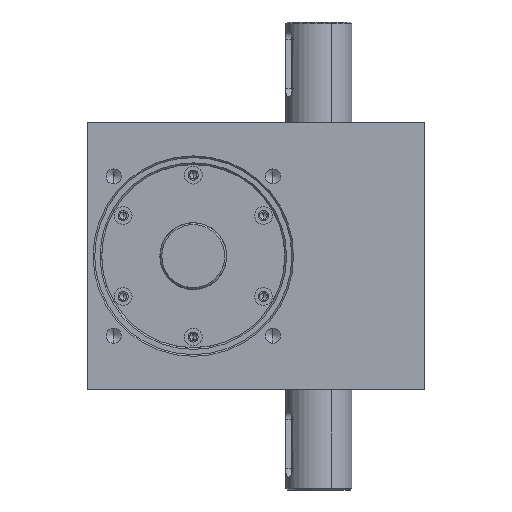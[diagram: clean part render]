
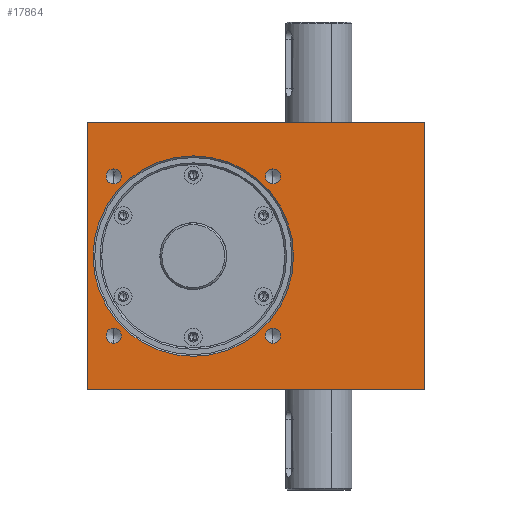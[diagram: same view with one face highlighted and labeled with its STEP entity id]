
A CAD part, left-side view. The second image highlights one B-rep face of the part: STEP entity #17864.
In plain terms, the highlighted face is planar.
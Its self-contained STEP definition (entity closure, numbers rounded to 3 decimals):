
#16533 = CARTESIAN_POINT ( 'NONE',  ( -32.521, 64.204, -60.325 ) ) ;
#16534 = CIRCLE ( 'NONE', #16535, 3.4 ) ;
#16535 = AXIS2_PLACEMENT_3D ( 'NONE', #16536, #16537, #16538 ) ;
#16536 = CARTESIAN_POINT ( 'NONE',  ( 35.921, 64.204, -60.325 ) ) ;
#16537 = DIRECTION ( 'NONE',  ( 0., 0., -1. ) ) ;
#16538 = DIRECTION ( 'NONE',  ( -1., 0., 0. ) ) ;
#231 = LINE ( 'NONE', #232, #233 ) ;
#232 = CARTESIAN_POINT ( 'NONE',  ( -60.325, -76.2, -60.325 ) ) ;
#233 = VECTOR ( 'NONE', #261, 1000. ) ;
#261 = DIRECTION ( 'NONE',  ( 1., 0., 0. ) ) ;
#16660 = ORIENTED_EDGE ( 'NONE', *, *, #16161, .F. ) ;
#491 = CARTESIAN_POINT ( 'NONE',  ( -32.521, -7.638, -60.325 ) ) ;
#16878 = ORIENTED_EDGE ( 'NONE', *, *, #16371, .F. ) ;
#936 = CARTESIAN_POINT ( 'NONE',  ( 45.212, 28.283, -60.325 ) ) ;
#17335 = EDGE_LOOP ( 'NONE', ( #16660, #15470 ) ) ;
#1006 = ORIENTED_EDGE ( 'NONE', *, *, #1967, .T. ) ;
#17550 = EDGE_LOOP ( 'NONE', ( #16878, #15692 ) ) ;
#17650 = VERTEX_POINT ( 'NONE', #17986 ) ;
#17651 = ORIENTED_EDGE ( 'NONE', *, *, #27366, .F. ) ;
#1322 = LINE ( 'NONE', #1323, #1324 ) ;
#1323 = CARTESIAN_POINT ( 'NONE',  ( 60.325, 76.2, -60.325 ) ) ;
#1324 = VECTOR ( 'NONE', #1325, 1000. ) ;
#1325 = DIRECTION ( 'NONE',  ( 0., 1., 0. ) ) ;
#17864 = ADVANCED_FACE ( 'NONE', ( #18223, #18224, #18225, #18226, #18227, #18228 ), #18229, .F. ) ;
#1490 = VERTEX_POINT ( 'NONE', #29074 ) ;
#17942 = VERTEX_POINT ( 'NONE', #18316 ) ;
#17986 = CARTESIAN_POINT ( 'NONE',  ( -60.325, 76.2, -60.325 ) ) ;
#18223 = FACE_BOUND ( 'NONE', #17550, .T. ) ;
#18224 = FACE_OUTER_BOUND ( 'NONE', #7118, .T. ) ;
#18225 = FACE_BOUND ( 'NONE', #2132, .T. ) ;
#18226 = FACE_BOUND ( 'NONE', #30112, .T. ) ;
#18227 = FACE_BOUND ( 'NONE', #19490, .T. ) ;
#18228 = FACE_BOUND ( 'NONE', #17335, .T. ) ;
#18229 = PLANE ( 'NONE',  #18230 ) ;
#18230 = AXIS2_PLACEMENT_3D ( 'NONE', #18231, #18232, #18244 ) ;
#18231 = CARTESIAN_POINT ( 'NONE',  ( -60.325, -76.2, -60.325 ) ) ;
#18232 = DIRECTION ( 'NONE',  ( 0., 0., 1. ) ) ;
#18236 = EDGE_CURVE ( 'NONE', #17942, #17650, #18619, .T. ) ;
#18244 = DIRECTION ( 'NONE',  ( 1., 0., 0. ) ) ;
#18316 = CARTESIAN_POINT ( 'NONE',  ( 60.325, 76.2, -60.325 ) ) ;
#18331 = EDGE_CURVE ( 'NONE', #26915, #20360, #18724, .T. ) ;
#1967 = EDGE_CURVE ( 'NONE', #1490, #4292, #29710, .T. ) ;
#18495 = EDGE_CURVE ( 'NONE', #17650, #27404, #18970, .T. ) ;
#2132 = EDGE_LOOP ( 'NONE', ( #1006, #31429 ) ) ;
#18619 = LINE ( 'NONE', #18629, #18630 ) ;
#18629 = CARTESIAN_POINT ( 'NONE',  ( -60.325, 76.2, -60.325 ) ) ;
#18630 = VECTOR ( 'NONE', #18631, 1000. ) ;
#18631 = DIRECTION ( 'NONE',  ( -1., 0., 0. ) ) ;
#18724 = CIRCLE ( 'NONE', #18725, 3.4 ) ;
#18725 = AXIS2_PLACEMENT_3D ( 'NONE', #18726, #18727, #18728 ) ;
#18726 = CARTESIAN_POINT ( 'NONE',  ( 35.921, -7.638, -60.325 ) ) ;
#18727 = DIRECTION ( 'NONE',  ( 0., 0., -1. ) ) ;
#18728 = DIRECTION ( 'NONE',  ( -1., 0., 0. ) ) ;
#18814 = ORIENTED_EDGE ( 'NONE', *, *, #18331, .F. ) ;
#18970 = LINE ( 'NONE', #18971, #18972 ) ;
#18971 = CARTESIAN_POINT ( 'NONE',  ( -60.325, 76.2, -60.325 ) ) ;
#18972 = VECTOR ( 'NONE', #18973, 1000. ) ;
#18973 = DIRECTION ( 'NONE',  ( 0., -1., 0. ) ) ;
#2674 = ORIENTED_EDGE ( 'NONE', *, *, #27819, .F. ) ;
#3096 = CARTESIAN_POINT ( 'NONE',  ( -39.321, 64.204, -60.325 ) ) ;
#19490 = EDGE_LOOP ( 'NONE', ( #18814, #17651 ) ) ;
#19803 = ORIENTED_EDGE ( 'NONE', *, *, #26398, .F. ) ;
#3612 = CIRCLE ( 'NONE', #3613, 3.4 ) ;
#3613 = AXIS2_PLACEMENT_3D ( 'NONE', #3614, #3615, #3616 ) ;
#3614 = CARTESIAN_POINT ( 'NONE',  ( -35.921, 64.204, -60.325 ) ) ;
#3615 = DIRECTION ( 'NONE',  ( 0., 0., -1. ) ) ;
#3616 = DIRECTION ( 'NONE',  ( -1., 0., 0. ) ) ;
#3800 = ORIENTED_EDGE ( 'NONE', *, *, #28616, .F. ) ;
#3869 = CIRCLE ( 'NONE', #3870, 45.212 ) ;
#3870 = AXIS2_PLACEMENT_3D ( 'NONE', #3871, #3872, #3873 ) ;
#3871 = CARTESIAN_POINT ( 'NONE',  ( 0., 28.283, -60.325 ) ) ;
#3872 = DIRECTION ( 'NONE',  ( 0., 0., 1. ) ) ;
#3873 = DIRECTION ( 'NONE',  ( 1., 0., 0. ) ) ;
#20360 = VERTEX_POINT ( 'NONE', #21146 ) ;
#20489 = EDGE_CURVE ( 'NONE', #26105, #27980, #21319, .T. ) ;
#4292 = VERTEX_POINT ( 'NONE', #936 ) ;
#20992 = ORIENTED_EDGE ( 'NONE', *, *, #20489, .F. ) ;
#21146 = CARTESIAN_POINT ( 'NONE',  ( 39.321, -7.638, -60.325 ) ) ;
#4940 = ORIENTED_EDGE ( 'NONE', *, *, #18236, .F. ) ;
#21319 = CIRCLE ( 'NONE', #21320, 3.4 ) ;
#21320 = AXIS2_PLACEMENT_3D ( 'NONE', #21321, #21322, #21323 ) ;
#21321 = CARTESIAN_POINT ( 'NONE',  ( -35.921, -7.638, -60.325 ) ) ;
#21322 = DIRECTION ( 'NONE',  ( 0., 0., -1. ) ) ;
#21323 = DIRECTION ( 'NONE',  ( -1., 0., 0. ) ) ;
#5912 = VERTEX_POINT ( 'NONE', #3096 ) ;
#6068 = ORIENTED_EDGE ( 'NONE', *, *, #18495, .F. ) ;
#6387 = EDGE_CURVE ( 'NONE', #16370, #5912, #3612, .T. ) ;
#22772 = VERTEX_POINT ( 'NONE', #23973 ) ;
#7118 = EDGE_LOOP ( 'NONE', ( #6068, #4940, #3800, #2674 ) ) ;
#23973 = CARTESIAN_POINT ( 'NONE',  ( 39.321, 64.204, -60.325 ) ) ;
#8663 = CARTESIAN_POINT ( 'NONE',  ( 32.521, 64.204, -60.325 ) ) ;
#9242 = CIRCLE ( 'NONE', #9243, 3.4 ) ;
#9243 = AXIS2_PLACEMENT_3D ( 'NONE', #9244, #9270, #9271 ) ;
#9244 = CARTESIAN_POINT ( 'NONE',  ( 35.921, 64.204, -60.325 ) ) ;
#9270 = DIRECTION ( 'NONE',  ( 0., 0., -1. ) ) ;
#9271 = DIRECTION ( 'NONE',  ( -1., 0., 0. ) ) ;
#26105 = VERTEX_POINT ( 'NONE', #29174 ) ;
#26398 = EDGE_CURVE ( 'NONE', #27980, #26105, #29896, .T. ) ;
#26915 = VERTEX_POINT ( 'NONE', #30656 ) ;
#26943 = VERTEX_POINT ( 'NONE', #30703 ) ;
#10680 = VERTEX_POINT ( 'NONE', #8663 ) ;
#27366 = EDGE_CURVE ( 'NONE', #20360, #26915, #31126, .T. ) ;
#27404 = VERTEX_POINT ( 'NONE', #31163 ) ;
#11165 = EDGE_CURVE ( 'NONE', #22772, #10680, #9242, .T. ) ;
#27819 = EDGE_CURVE ( 'NONE', #27404, #26943, #231, .T. ) ;
#27980 = VERTEX_POINT ( 'NONE', #491 ) ;
#28616 = EDGE_CURVE ( 'NONE', #26943, #17942, #1322, .T. ) ;
#29074 = CARTESIAN_POINT ( 'NONE',  ( -45.212, 28.283, -60.325 ) ) ;
#29174 = CARTESIAN_POINT ( 'NONE',  ( -39.321, -7.638, -60.325 ) ) ;
#29710 = CIRCLE ( 'NONE', #29711, 45.212 ) ;
#29711 = AXIS2_PLACEMENT_3D ( 'NONE', #29712, #29713, #29714 ) ;
#29712 = CARTESIAN_POINT ( 'NONE',  ( 0., 28.283, -60.325 ) ) ;
#29713 = DIRECTION ( 'NONE',  ( 0., 0., 1. ) ) ;
#29714 = DIRECTION ( 'NONE',  ( 1., 0., 0. ) ) ;
#29896 = CIRCLE ( 'NONE', #29897, 3.4 ) ;
#29897 = AXIS2_PLACEMENT_3D ( 'NONE', #29898, #29899, #29900 ) ;
#29898 = CARTESIAN_POINT ( 'NONE',  ( -35.921, -7.638, -60.325 ) ) ;
#29899 = DIRECTION ( 'NONE',  ( 0., 0., -1. ) ) ;
#29900 = DIRECTION ( 'NONE',  ( -1., 0., 0. ) ) ;
#30112 = EDGE_LOOP ( 'NONE', ( #20992, #19803 ) ) ;
#30620 = EDGE_CURVE ( 'NONE', #4292, #1490, #3869, .T. ) ;
#30656 = CARTESIAN_POINT ( 'NONE',  ( 32.521, -7.638, -60.325 ) ) ;
#30703 = CARTESIAN_POINT ( 'NONE',  ( 60.325, -76.2, -60.325 ) ) ;
#31126 = CIRCLE ( 'NONE', #31127, 3.4 ) ;
#31127 = AXIS2_PLACEMENT_3D ( 'NONE', #31128, #31129, #31130 ) ;
#31128 = CARTESIAN_POINT ( 'NONE',  ( 35.921, -7.638, -60.325 ) ) ;
#31129 = DIRECTION ( 'NONE',  ( 0., 0., -1. ) ) ;
#31130 = DIRECTION ( 'NONE',  ( -1., 0., 0. ) ) ;
#31163 = CARTESIAN_POINT ( 'NONE',  ( -60.325, -76.2, -60.325 ) ) ;
#31429 = ORIENTED_EDGE ( 'NONE', *, *, #30620, .T. ) ;
#15470 = ORIENTED_EDGE ( 'NONE', *, *, #6387, .F. ) ;
#15692 = ORIENTED_EDGE ( 'NONE', *, *, #11165, .F. ) ;
#16161 = EDGE_CURVE ( 'NONE', #5912, #16370, #16314, .T. ) ;
#16314 = CIRCLE ( 'NONE', #16315, 3.4 ) ;
#16315 = AXIS2_PLACEMENT_3D ( 'NONE', #16316, #16317, #16318 ) ;
#16316 = CARTESIAN_POINT ( 'NONE',  ( -35.921, 64.204, -60.325 ) ) ;
#16317 = DIRECTION ( 'NONE',  ( 0., 0., -1. ) ) ;
#16318 = DIRECTION ( 'NONE',  ( -1., 0., 0. ) ) ;
#16370 = VERTEX_POINT ( 'NONE', #16533 ) ;
#16371 = EDGE_CURVE ( 'NONE', #10680, #22772, #16534, .T. ) ;
